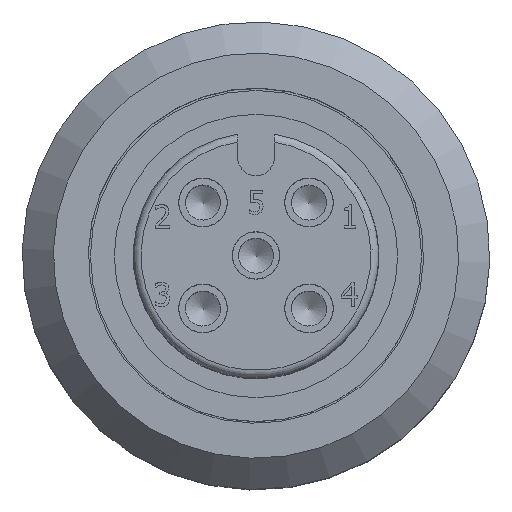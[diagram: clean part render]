
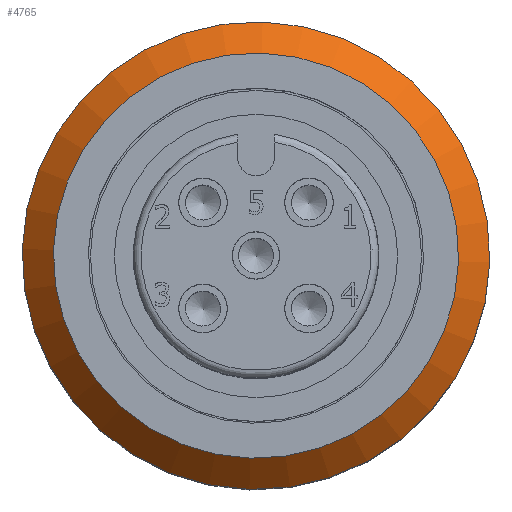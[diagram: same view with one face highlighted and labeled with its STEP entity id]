
A CAD part, top view. The second image highlights one B-rep face of the part: STEP entity #4765.
In plain terms, the highlighted conical face has half-angle 45 degrees and reference radius 7.112 mm.
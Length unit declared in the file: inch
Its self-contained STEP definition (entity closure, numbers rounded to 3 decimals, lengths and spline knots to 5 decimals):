
#82=CONICAL_SURFACE('',#5334,0.28,45.);
#677=FACE_BOUND('',#1956,.T.);
#924=CIRCLE('',#5331,0.3);
#926=CIRCLE('',#5335,0.26);
#1418=FACE_OUTER_BOUND('',#1955,.T.);
#1955=EDGE_LOOP('',(#3610));
#1956=EDGE_LOOP('',(#3611));
#2424=VERTEX_POINT('',#7394);
#2426=VERTEX_POINT('',#7400);
#2857=EDGE_CURVE('',#2424,#2424,#924,.T.);
#2859=EDGE_CURVE('',#2426,#2426,#926,.T.);
#3610=ORIENTED_EDGE('',*,*,#2859,.T.);
#3611=ORIENTED_EDGE('',*,*,#2857,.T.);
#4765=ADVANCED_FACE('',(#1418,#677),#82,.T.);
#5331=AXIS2_PLACEMENT_3D('',#7395,#6320,#6321);
#5334=AXIS2_PLACEMENT_3D('',#7399,#6326,#6327);
#5335=AXIS2_PLACEMENT_3D('',#7401,#6328,#6329);
#6320=DIRECTION('center_axis',(0.,0.,
1.));
#6321=DIRECTION('ref_axis',(0.315,-0.949,0.));
#6326=DIRECTION('center_axis',(0.,0.,
-1.));
#6327=DIRECTION('ref_axis',(0.315,-0.949,0.));
#6328=DIRECTION('center_axis',(0.,0.,
-1.));
#6329=DIRECTION('ref_axis',(0.315,-0.949,0.));
#7394=CARTESIAN_POINT('',(-0.09457,0.2847,-0.1847));
#7395=CARTESIAN_POINT('Origin',(0.,0.,
-0.1847));
#7399=CARTESIAN_POINT('Origin',(0.,0.,
-0.1647));
#7400=CARTESIAN_POINT('',(-0.08196,0.24674,-0.1447));
#7401=CARTESIAN_POINT('Origin',(0.,0.,
-0.1447));
